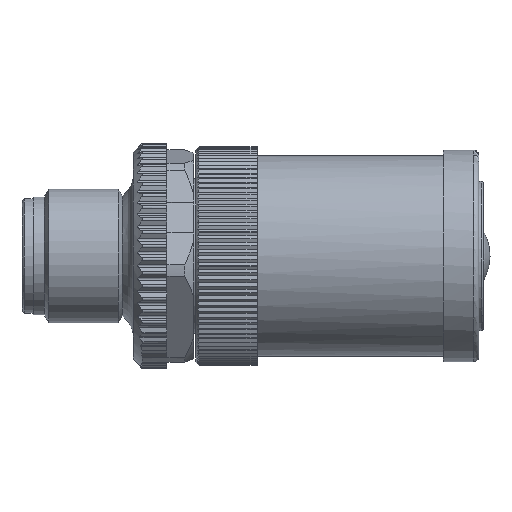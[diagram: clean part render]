
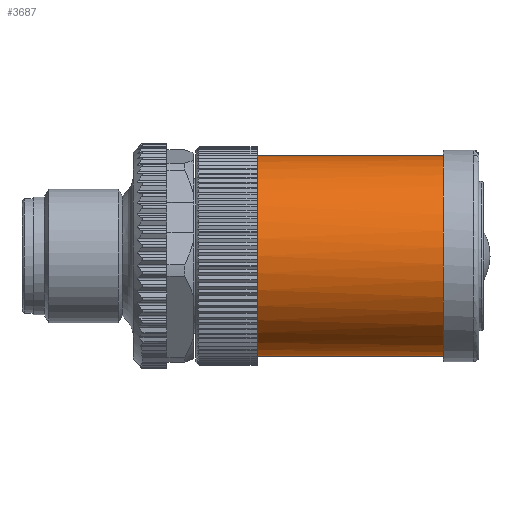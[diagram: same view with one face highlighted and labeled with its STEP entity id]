
A CAD part, top view. The second image highlights one B-rep face of the part: STEP entity #3687.
In plain terms, the highlighted cylindrical face has radius 9 mm (diameter 18 mm), a full revolution.
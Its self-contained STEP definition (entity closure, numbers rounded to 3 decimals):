
#344=B_SPLINE_CURVE_WITH_KNOTS('',3,(#18484,#18485,#18486,#18487,#18488,
#18489,#18490,#18491,#18492,#18493,#18494,#18495,#18496,#18497,#18498,#18499,
#18500,#18501,#18502,#18503,#18504,#18505,#18506,#18507,#18508,#18509,#18510,
#18511,#18512,#18513,#18514,#18515,#18516,#18517),.UNSPECIFIED.,.F.,.F.,
(4,2,2,2,2,2,2,2,2,2,2,2,2,2,2,2,4),(0.,0.063,0.125,0.188,0.25,0.313,
0.375,0.438,0.5,0.563,0.625,0.688,0.75,0.813,0.875,0.938,1.),.UNSPECIFIED.);
#3687=ADVANCED_FACE('',(#4227,#4228),#4081,.T.);
#4081=CYLINDRICAL_SURFACE('',#12381,9.);
#4227=FACE_BOUND('',#4626,.T.);
#4228=FACE_BOUND('',#4627,.T.);
#4626=EDGE_LOOP('',(#6895));
#4627=EDGE_LOOP('',(#6896,#6897));
#6895=ORIENTED_EDGE('',*,*,#10033,.F.);
#6896=ORIENTED_EDGE('',*,*,#10618,.F.);
#6897=ORIENTED_EDGE('',*,*,#10615,.T.);
#8853=VERTEX_POINT('',#16705);
#9113=VERTEX_POINT('',#18518);
#9114=VERTEX_POINT('',#18519);
#10033=EDGE_CURVE('',#8853,#8853,#11597,.T.);
#10615=EDGE_CURVE('',#9113,#9114,#344,.T.);
#10618=EDGE_CURVE('',#9113,#9114,#11634,.T.);
#11597=CIRCLE('',#12104,9.);
#11634=CIRCLE('',#12379,9.);
#12104=AXIS2_PLACEMENT_3D('',#16704,#13631,#13632);
#12379=AXIS2_PLACEMENT_3D('',#18529,#14511,#14512);
#12381=AXIS2_PLACEMENT_3D('',#18531,#14515,#14516);
#13631=DIRECTION('',(-1.,0.,0.));
#13632=DIRECTION('',(0.,0.,-1.));
#14511=DIRECTION('',(1.,0.,0.));
#14512=DIRECTION('',(0.,0.,-1.));
#14515=DIRECTION('',(1.,0.,0.));
#14516=DIRECTION('',(0.,0.,-1.));
#16704=CARTESIAN_POINT('',(2.1,0.,0.));
#16705=CARTESIAN_POINT('',(2.1,0.,-9.));
#18484=CARTESIAN_POINT('',(18.8,4.417,-7.842));
#18485=CARTESIAN_POINT('',(18.352,5.051,-7.484));
#18486=CARTESIAN_POINT('',(17.838,5.582,-7.086));
#18487=CARTESIAN_POINT('',(16.677,6.484,-6.271));
#18488=CARTESIAN_POINT('',(16.024,6.856,-5.847));
#18489=CARTESIAN_POINT('',(14.579,7.396,-5.148));
#18490=CARTESIAN_POINT('',(13.753,7.567,-4.872));
#18491=CARTESIAN_POINT('',(12.056,7.592,-4.833));
#18492=CARTESIAN_POINT('',(11.224,7.446,-5.073));
#18493=CARTESIAN_POINT('',(9.748,6.94,-5.745));
#18494=CARTESIAN_POINT('',(9.092,6.587,-6.162));
#18495=CARTESIAN_POINT('',(7.903,5.712,-6.981));
#18496=CARTESIAN_POINT('',(7.367,5.182,-7.392));
#18497=CARTESIAN_POINT('',(6.461,3.965,-8.11));
#18498=CARTESIAN_POINT('',(6.077,3.256,-8.429));
#18499=CARTESIAN_POINT('',(5.55,1.714,-8.872));
#18500=CARTESIAN_POINT('',(5.402,0.866,-8.998));
#18501=CARTESIAN_POINT('',(5.398,-0.822,-9.002));
#18502=CARTESIAN_POINT('',(5.539,-1.67,-8.881));
#18503=CARTESIAN_POINT('',(6.065,-3.231,-8.439));
#18504=CARTESIAN_POINT('',(6.443,-3.937,-8.125));
#18505=CARTESIAN_POINT('',(7.357,-5.173,-7.4));
#18506=CARTESIAN_POINT('',(7.882,-5.694,-6.996));
#18507=CARTESIAN_POINT('',(9.076,-6.579,-6.171));
#18508=CARTESIAN_POINT('',(9.73,-6.932,-5.756));
#18509=CARTESIAN_POINT('',(11.205,-7.442,-5.08));
#18510=CARTESIAN_POINT('',(12.049,-7.591,-4.835));
#18511=CARTESIAN_POINT('',(13.735,-7.569,-4.87));
#18512=CARTESIAN_POINT('',(14.559,-7.401,-5.14));
#18513=CARTESIAN_POINT('',(16.017,-6.861,-5.842));
#18514=CARTESIAN_POINT('',(16.656,-6.498,-6.257));
#18515=CARTESIAN_POINT('',(17.833,-5.588,-7.082));
#18516=CARTESIAN_POINT('',(18.353,-5.05,-7.485));
#18517=CARTESIAN_POINT('',(18.8,-4.417,-7.842));
#18518=CARTESIAN_POINT('',(18.8,4.417,-7.842));
#18519=CARTESIAN_POINT('',(18.8,-4.417,-7.842));
#18529=CARTESIAN_POINT('',(18.8,0.,0.));
#18531=CARTESIAN_POINT('',(0.,0.,0.));
